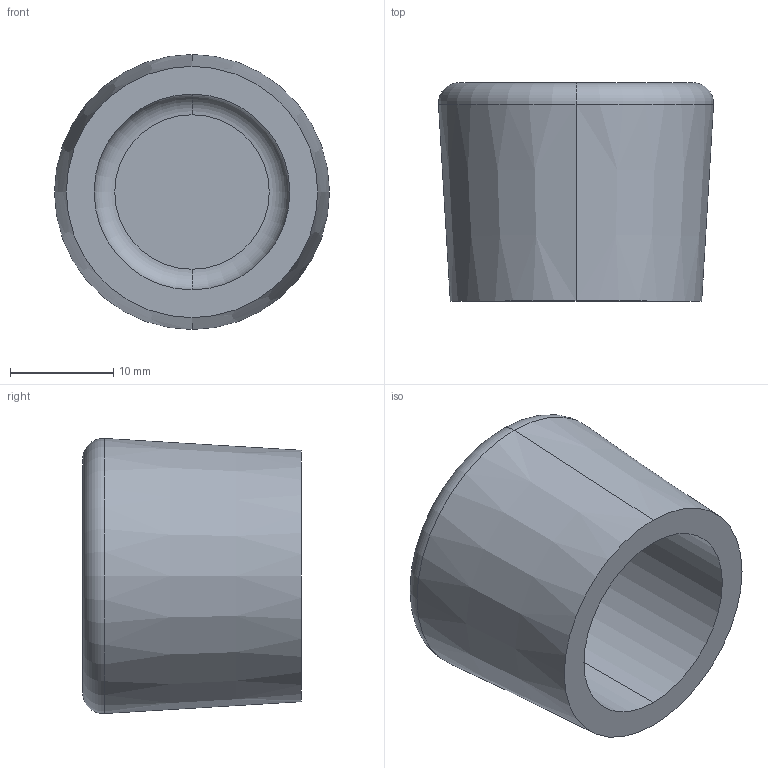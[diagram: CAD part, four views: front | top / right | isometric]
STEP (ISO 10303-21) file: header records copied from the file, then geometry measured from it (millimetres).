
FILE_DESCRIPTION (( 'STEP AP214' ), '1' );
FILE_NAME ('70631-Round Cap Heavy Duty White 19mm.STEP', '2018-12-21T03:38:19', ( '' ), ( '' ), 'SwSTEP 2.0', 'SolidWorks 2018', '' );
FILE_SCHEMA (( 'AUTOMOTIVE_DESIGN' ));
Length unit declared in the file: millimetre
Products named in the file (1): 70631-Round Cap Heavy Duty White 19mm
Bounding box: 26.7 x 21.2 x 26.7 mm (x, y, z)
Volume: 5707.2 mm3; surface area: 3753.1 mm2
Topology: 1 solids, 1 shells, 267 faces, 713 edges, 474 vertices
Faces by surface type: plane 150, bspline 109, torus 4, cylinder 2, cone 2
Entity records: 14219 total; most frequent: CARTESIAN_POINT 8252, ORIENTED_EDGE 1426, DIRECTION 829, EDGE_CURVE 713, LINE 479, VECTOR 479, VERTEX_POINT 474, EDGE_LOOP 293
